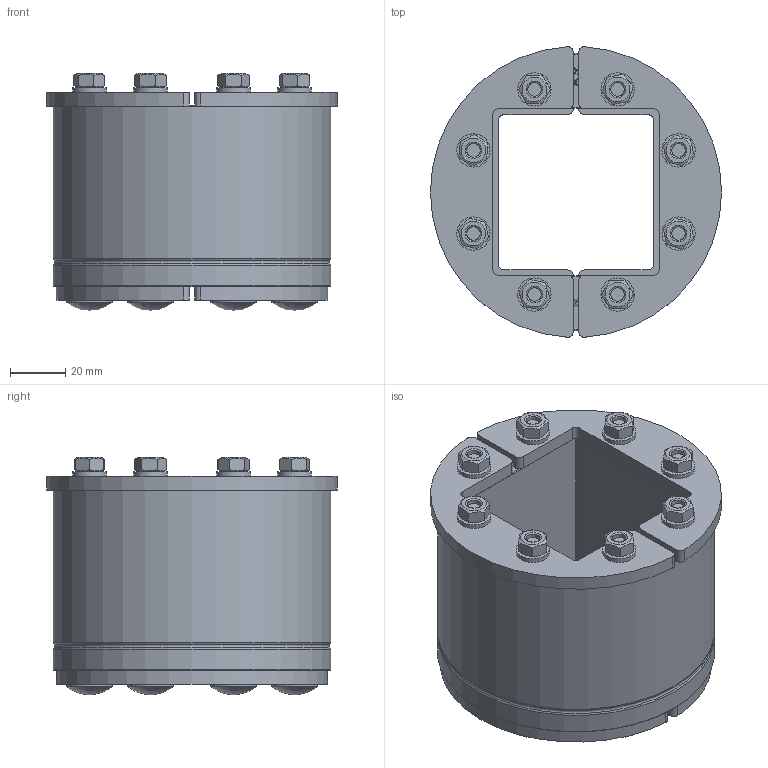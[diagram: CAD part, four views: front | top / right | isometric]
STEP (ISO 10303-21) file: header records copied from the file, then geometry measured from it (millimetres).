
FILE_DESCRIPTION((''),'2;1');
FILE_NAME('R100UG.stp','2015-11-26T14:11:12',('se-milkar'),(''),'Autodesk Inventor 2013','Autodesk Inventor 2013','');
FILE_SCHEMA(('AUTOMOTIVE_DESIGN { 1 0 10303 214 1 1 1 1 }'));
Length unit declared in the file: millimetre
Products named in the file (7): 100-061405; 100-061406; 100-019435; 100-019438; ISO 4032 M6; 100-001212; ISO 7089 6 - 140 HV
Assembly tree (29 placements, depth 2):
  100-061405
    100-061406
    100-019435  x2
    100-019438  x2
    ISO 4032 M6  x8
    100-001212  x8
    ISO 7089 6 - 140 HV  x8
Bounding box: 105 x 104.81 x 85.59 mm (x, y, z)
Volume: 331709.5 mm3; surface area: 99019.4 mm2
Topology: 29 solids, 29 shells, 1444 faces, 3703 edges, 2432 vertices
Faces by surface type: plane 948, bspline 265, cylinder 122, cone 72, torus 29, sphere 8
Full cylindrical faces by diameter (mm): 4.917 x8, 5 x8, 6 x8, 6.4 x8, 6.5 x8, 12 x8, 16.55 x8, 100 x2
Entity records: 37714 total; most frequent: CARTESIAN_POINT 9854, ORIENTED_EDGE 6168, DIRECTION 4608, EDGE_CURVE 3084, VECTOR 2360, LINE 2360, VERTEX_POINT 2070, EDGE_LOOP 1370
